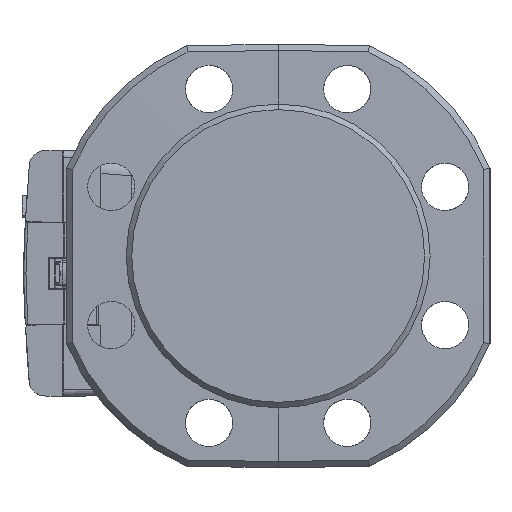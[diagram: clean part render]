
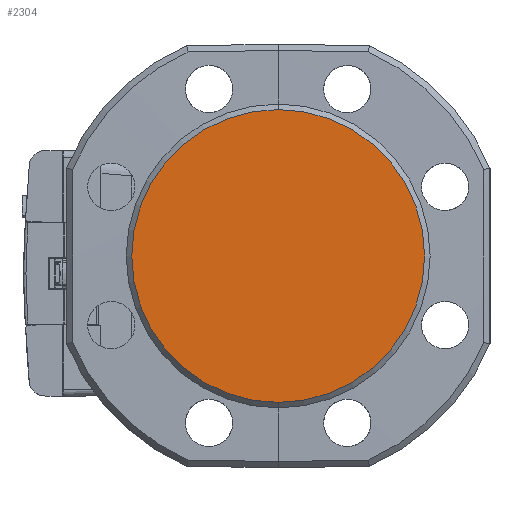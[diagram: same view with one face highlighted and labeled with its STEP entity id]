
A CAD part, left-side view. The second image highlights one B-rep face of the part: STEP entity #2304.
In plain terms, the highlighted planar face has unit normal (-1, 0, 0).
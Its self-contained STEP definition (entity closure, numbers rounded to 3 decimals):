
#772 = EDGE_LOOP ( 'NONE', ( #37469, #3180 ) ) ;
#2304 = ADVANCED_FACE ( 'NONE', ( #98822 ), #73402, .F. ) ;
#3180 = ORIENTED_EDGE ( 'NONE', *, *, #101027, .T. ) ;
#8547 = EDGE_CURVE ( 'NONE', #21375, #42563, #42958, .T. ) ;
#13495 = AXIS2_PLACEMENT_3D ( 'NONE', #122667, #112684, #83331 ) ;
#16372 = CARTESIAN_POINT ( 'NONE',  ( -150., 0., 0. ) ) ;
#21375 = VERTEX_POINT ( 'NONE', #25473 ) ;
#25473 = CARTESIAN_POINT ( 'NONE',  ( -150., 0., 58.76 ) ) ;
#26274 = DIRECTION ( 'NONE',  ( 0., 0., -1. ) ) ;
#35791 = CARTESIAN_POINT ( 'NONE',  ( -150., 0., 0. ) ) ;
#37469 = ORIENTED_EDGE ( 'NONE', *, *, #8547, .T. ) ;
#42563 = VERTEX_POINT ( 'NONE', #116826 ) ;
#42958 = CIRCLE ( 'NONE', #64590, 58.76 ) ;
#45787 = DIRECTION ( 'NONE',  ( 0., 0., -1. ) ) ;
#64590 = AXIS2_PLACEMENT_3D ( 'NONE', #35791, #105010, #45787 ) ;
#73402 = PLANE ( 'NONE',  #13495 ) ;
#82628 = AXIS2_PLACEMENT_3D ( 'NONE', #16372, #85625, #26274 ) ;
#83331 = DIRECTION ( 'NONE',  ( 0., 0., -1. ) ) ;
#85625 = DIRECTION ( 'NONE',  ( -1., 0., 0. ) ) ;
#86587 = CIRCLE ( 'NONE', #82628, 58.76 ) ;
#98822 = FACE_OUTER_BOUND ( 'NONE', #772, .T. ) ;
#101027 = EDGE_CURVE ( 'NONE', #42563, #21375, #86587, .T. ) ;
#105010 = DIRECTION ( 'NONE',  ( -1., 0., 0. ) ) ;
#112684 = DIRECTION ( 'NONE',  ( 1., 0., 0. ) ) ;
#116826 = CARTESIAN_POINT ( 'NONE',  ( -150., 0., -58.76 ) ) ;
#122667 = CARTESIAN_POINT ( 'NONE',  ( -150., -89.6, -98.34 ) ) ;
